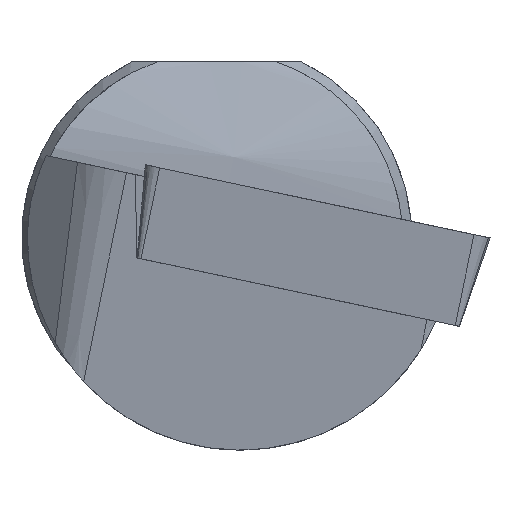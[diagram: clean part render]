
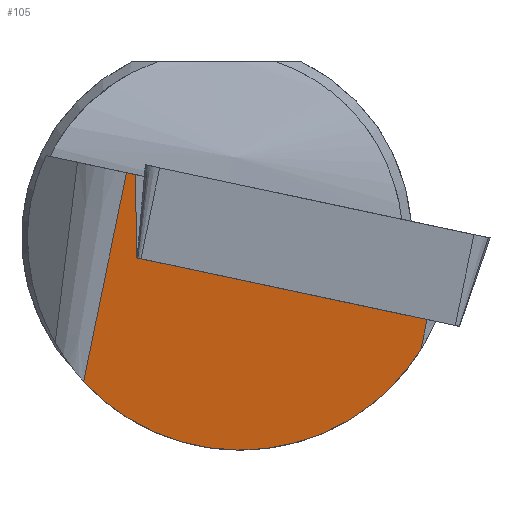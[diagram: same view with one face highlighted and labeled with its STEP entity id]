
A CAD part, left-side view. The second image highlights one B-rep face of the part: STEP entity #105.
In plain terms, the highlighted planar face has unit normal (-0.991, 0.075, -0.109).
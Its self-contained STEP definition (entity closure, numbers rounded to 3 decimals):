
#105=ADVANCED_FACE('',(#152),#136,.T.);
#136=PLANE('',#574);
#152=FACE_OUTER_BOUND('',#182,.T.);
#182=EDGE_LOOP('',(#220,#221,#222,#223,#224,#225));
#214=ELLIPSE('',#573,5.498,5.45);
#220=ORIENTED_EDGE('',*,*,#425,.F.);
#221=ORIENTED_EDGE('',*,*,#426,.F.);
#222=ORIENTED_EDGE('',*,*,#427,.F.);
#223=ORIENTED_EDGE('',*,*,#428,.T.);
#224=ORIENTED_EDGE('',*,*,#429,.T.);
#225=ORIENTED_EDGE('',*,*,#430,.F.);
#374=VERTEX_POINT('',#771);
#375=VERTEX_POINT('',#772);
#376=VERTEX_POINT('',#774);
#377=VERTEX_POINT('',#776);
#378=VERTEX_POINT('',#778);
#379=VERTEX_POINT('',#780);
#425=EDGE_CURVE('',#374,#375,#502,.T.);
#426=EDGE_CURVE('',#376,#374,#503,.T.);
#427=EDGE_CURVE('',#377,#376,#504,.T.);
#428=EDGE_CURVE('',#377,#378,#214,.T.);
#429=EDGE_CURVE('',#378,#379,#505,.T.);
#430=EDGE_CURVE('',#375,#379,#506,.T.);
#502=LINE('',#770,#537);
#503=LINE('',#773,#538);
#504=LINE('',#775,#539);
#505=LINE('',#779,#540);
#506=LINE('',#781,#541);
#537=VECTOR('',#628,1.);
#538=VECTOR('',#629,1.);
#539=VECTOR('',#630,1.);
#540=VECTOR('',#633,1.);
#541=VECTOR('',#634,1.);
#573=AXIS2_PLACEMENT_3D('',#777,#631,#632);
#574=AXIS2_PLACEMENT_3D('',#782,#635,#636);
#628=DIRECTION('',(0.109,-0.006,-0.994));
#629=DIRECTION('',(-0.051,-0.977,-0.208));
#630=DIRECTION('',(-0.122,-0.2,0.972));
#631=DIRECTION('',(-0.991,0.075,-0.109));
#632=DIRECTION('',(0.132,0.563,-0.816));
#633=DIRECTION('',(-0.122,-0.2,0.972));
#634=DIRECTION('',(-0.051,-0.977,-0.208));
#635=DIRECTION('',(-0.991,0.075,-0.109));
#636=DIRECTION('',(-0.109,0.,0.994));
#770=CARTESIAN_POINT('',(0.913,2.057,-1.411));
#771=CARTESIAN_POINT('',(0.583,2.074,1.609));
#772=CARTESIAN_POINT('',(0.816,2.062,-0.52));
#773=CARTESIAN_POINT('',(-0.243,-13.695,-1.742));
#774=CARTESIAN_POINT('',(0.596,2.31,1.66));
#775=CARTESIAN_POINT('',(0.559,2.249,1.953));
#776=CARTESIAN_POINT('',(1.265,3.412,-3.689));
#777=CARTESIAN_POINT('',(0.557,-0.6,0.));
#778=CARTESIAN_POINT('',(0.521,-5.233,-2.871));
#779=CARTESIAN_POINT('',(0.133,-5.871,0.227));
#780=CARTESIAN_POINT('',(0.425,-5.391,-2.104));
#781=CARTESIAN_POINT('',(0.012,-13.275,-3.78));
#782=CARTESIAN_POINT('',(-0.28,-13.756,-1.449));
